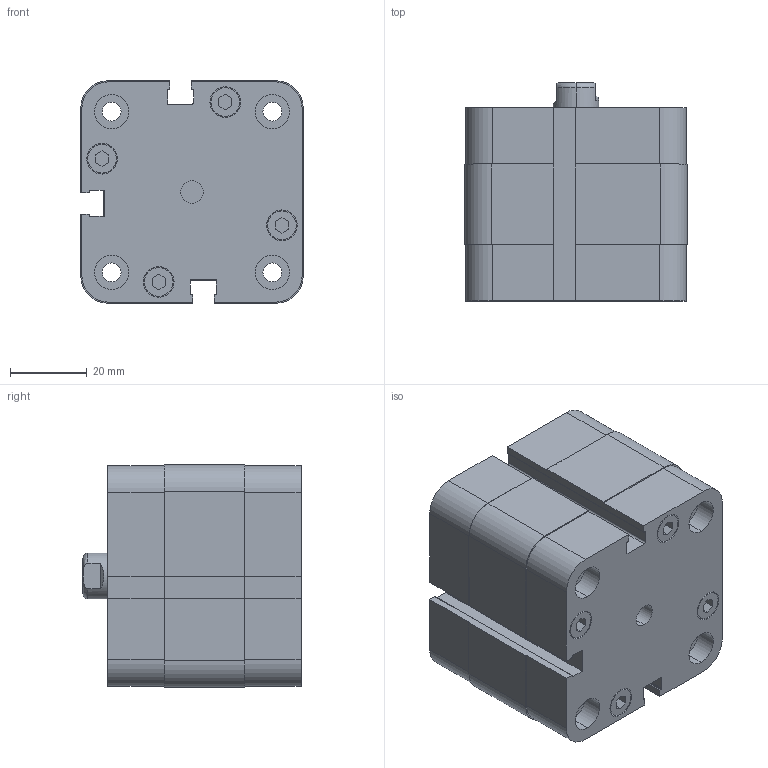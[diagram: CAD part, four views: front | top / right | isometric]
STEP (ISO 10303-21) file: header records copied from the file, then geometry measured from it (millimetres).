
FILE_DESCRIPTION (( 'STEP AP214' ), '1' );
FILE_NAME ('ADM040.005.GS.F.stp', '2015-09-09T06:40:09', ( '' ), ( '' ), 'SwSTEP 2.0', 'SolidWorks 2015', '' );
FILE_SCHEMA (( 'AUTOMOTIVE_DESIGN' ));
Length unit declared in the file: millimetre
Products named in the file (1): ADM040.005.GS.F
Bounding box: 58.1 x 57 x 58.1 mm (x, y, z)
Volume: 153911.4 mm3; surface area: 26162.5 mm2
Topology: 1 solids, 1 shells, 247 faces, 619 edges, 409 vertices
Faces by surface type: plane 146, cylinder 95, bspline 4, cone 2
Entity records: 7573 total; most frequent: CARTESIAN_POINT 1445, DIRECTION 1292, ORIENTED_EDGE 1230, EDGE_CURVE 615, AXIS2_PLACEMENT_3D 439, VECTOR 414, LINE 414, VERTEX_POINT 409
